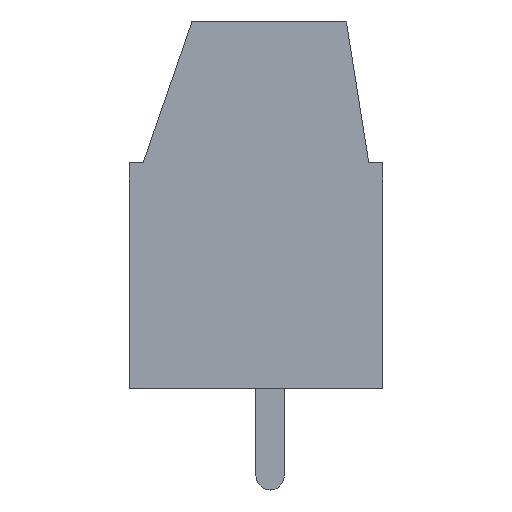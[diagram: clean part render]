
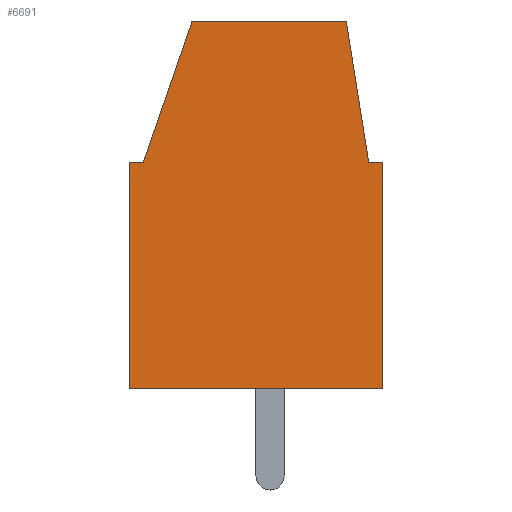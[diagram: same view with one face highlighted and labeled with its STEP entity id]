
A CAD part, left-side view. The second image highlights one B-rep face of the part: STEP entity #6691.
In plain terms, the highlighted face is planar.
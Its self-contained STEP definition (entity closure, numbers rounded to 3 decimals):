
#746=ORIENTED_EDGE('',*,*,#1774,.F.);
#747=ORIENTED_EDGE('',*,*,#1785,.T.);
#748=ORIENTED_EDGE('',*,*,#2001,.T.);
#749=ORIENTED_EDGE('',*,*,#1770,.T.);
#750=ORIENTED_EDGE('',*,*,#2010,.T.);
#751=ORIENTED_EDGE('',*,*,#1994,.T.);
#752=ORIENTED_EDGE('',*,*,#1765,.F.);
#753=ORIENTED_EDGE('',*,*,#1909,.F.);
#1765=EDGE_CURVE('',#2515,#2513,#3010,.T.);
#1770=EDGE_CURVE('',#2517,#2520,#3014,.T.);
#1774=EDGE_CURVE('',#2524,#2525,#3018,.T.);
#1785=EDGE_CURVE('',#2524,#2534,#3029,.T.);
#1909=EDGE_CURVE('',#2525,#2515,#3129,.T.);
#1994=EDGE_CURVE('',#2673,#2513,#3190,.T.);
#2001=EDGE_CURVE('',#2534,#2517,#3196,.T.);
#2010=EDGE_CURVE('',#2520,#2673,#3204,.T.);
#2513=VERTEX_POINT('',#8645);
#2515=VERTEX_POINT('',#8649);
#2517=VERTEX_POINT('',#8655);
#2520=VERTEX_POINT('',#8660);
#2524=VERTEX_POINT('',#8669);
#2525=VERTEX_POINT('',#8671);
#2534=VERTEX_POINT('',#8691);
#2673=VERTEX_POINT('',#9339);
#3010=LINE('',#8650,#3604);
#3014=LINE('',#8661,#3608);
#3018=LINE('',#8670,#3612);
#3029=LINE('',#8692,#3623);
#3129=LINE('',#9003,#3723);
#3190=LINE('',#9338,#3784);
#3196=LINE('',#9353,#3790);
#3204=LINE('',#9373,#3798);
#3604=VECTOR('',#7270,1000.);
#3608=VECTOR('',#7278,1000.);
#3612=VECTOR('',#7284,1000.);
#3623=VECTOR('',#7297,1000.);
#3723=VECTOR('',#7503,1000.);
#3784=VECTOR('',#7658,1000.);
#3790=VECTOR('',#7678,1000.);
#3798=VECTOR('',#7706,1000.);
#4278=EDGE_LOOP('',(#746,#747,#748,#749,#750,#751,#752,#753));
#4533=FACE_BOUND('',#4278,.T.);
#4763=PLANE('',#6999);
#6691=ADVANCED_FACE('',(#4533),#4763,.T.);
#6999=AXIS2_PLACEMENT_3D('',#9379,#7717,#7718);
#7270=DIRECTION('',(0.,1.,0.));
#7278=DIRECTION('',(-1.,0.,0.));
#7284=DIRECTION('',(0.,-1.,0.));
#7297=DIRECTION('',(-1.,0.,0.));
#7503=DIRECTION('',(-1.,0.,0.));
#7658=DIRECTION('',(-1.,0.,0.));
#7678=DIRECTION('',(-0.156,0.988,0.));
#7706=DIRECTION('',(-0.326,-0.946,0.));
#7717=DIRECTION('',(0.,0.,1.));
#7718=DIRECTION('',(1.,0.,0.));
#8645=CARTESIAN_POINT('',(-5.,8.,0.));
#8649=CARTESIAN_POINT('',(-5.,0.,0.));
#8650=CARTESIAN_POINT('',(-5.,0.,0.));
#8655=CARTESIAN_POINT('',(2.708,13.,0.));
#8660=CARTESIAN_POINT('',(-2.778,13.,0.));
#8661=CARTESIAN_POINT('',(0.,13.,0.));
#8669=CARTESIAN_POINT('',(4.,8.,0.));
#8670=CARTESIAN_POINT('',(4.,0.,0.));
#8671=CARTESIAN_POINT('',(4.,0.,0.));
#8691=CARTESIAN_POINT('',(3.5,8.,0.));
#8692=CARTESIAN_POINT('',(0.,8.,0.));
#9003=CARTESIAN_POINT('',(0.,0.,0.));
#9338=CARTESIAN_POINT('',(0.,8.,0.));
#9339=CARTESIAN_POINT('',(-4.5,8.,0.));
#9353=CARTESIAN_POINT('',(4.767,0.,0.));
#9373=CARTESIAN_POINT('',(-7.255,0.,0.));
#9379=CARTESIAN_POINT('',(-4.433,0.923,0.));
